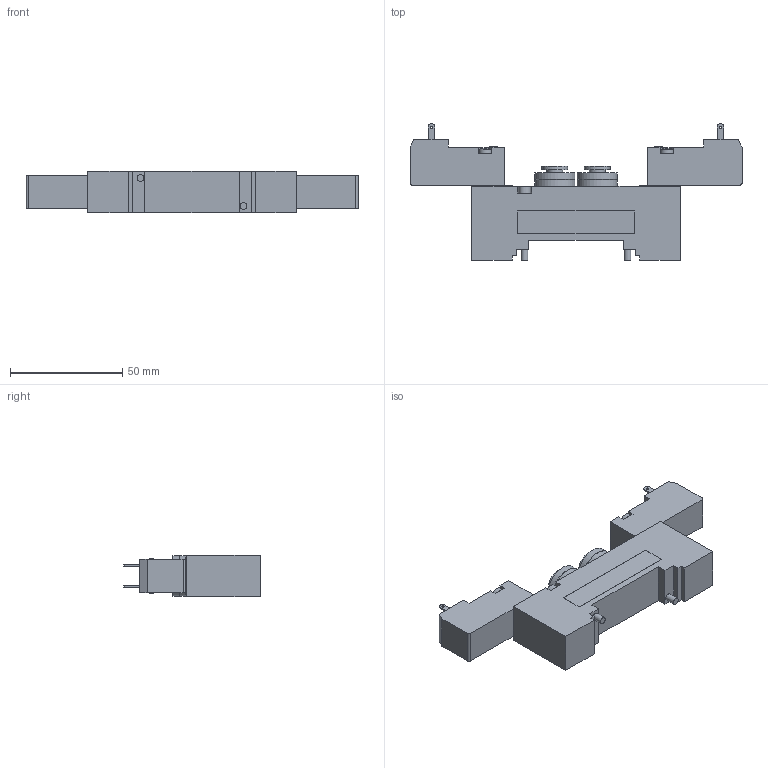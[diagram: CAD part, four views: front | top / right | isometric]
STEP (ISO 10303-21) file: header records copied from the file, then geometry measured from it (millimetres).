
FILE_DESCRIPTION((''),'2;1');
FILE_NAME('2436_52_00_35_0#.stp','2006-01-04T09:12:14',('rivolro1'),(''),'Autodesk Inventor 10','Autodesk Inventor 10','');
FILE_SCHEMA(('AUTOMOTIVE_DESIGN { 1 0 10303 214 1 1 1 1 }'));
Length unit declared in the file: millimetre
Products named in the file (3): 2436_52_00_35_0#; 2436_52_00_35; N33_-0_
Assembly tree (3 placements, depth 2):
  2436_52_00_35_0#
    2436_52_00_35
    N33_-0_  x2
Bounding box: 148.2 x 60.99 x 18.5 mm (x, y, z)
Volume: 74596.5 mm3; surface area: 21107.8 mm2
Topology: 5 solids, 5 shells, 276 faces, 664 edges, 440 vertices
Faces by surface type: plane 190, bspline 44, cylinder 38, cone 2, sphere 2
Full cylindrical faces by diameter (mm): 1 x4, 3 x6, 3.9 x2, 5.4 x2, 5.8 x2, 6 x2, 7 x2, 11.5 x2, 18 x4
Entity records: 5400 total; most frequent: CARTESIAN_POINT 1166, DIRECTION 832, ORIENTED_EDGE 792, EDGE_CURVE 396, VECTOR 290, LINE 290, VERTEX_POINT 284, AXIS2_PLACEMENT_3D 271
